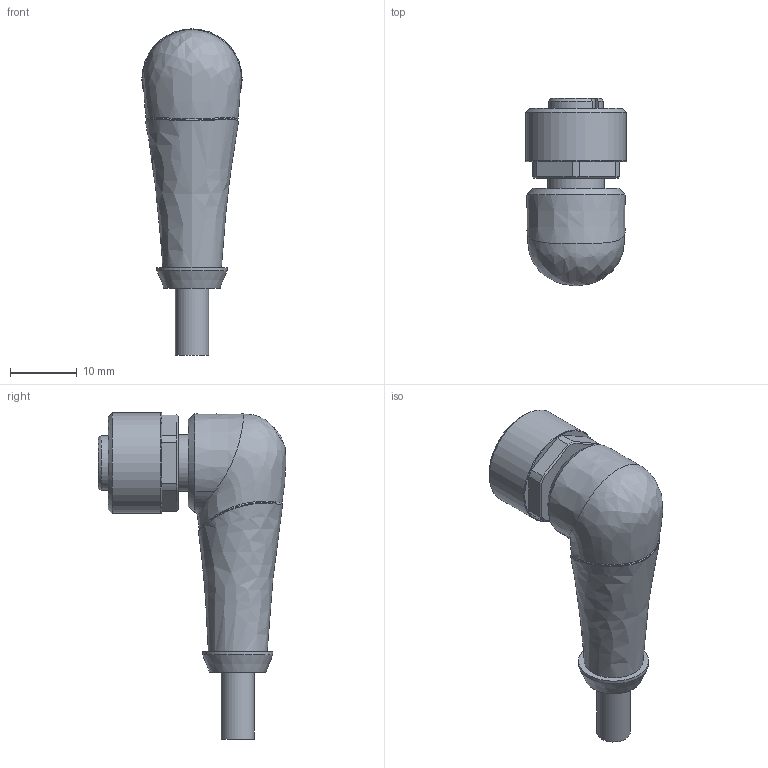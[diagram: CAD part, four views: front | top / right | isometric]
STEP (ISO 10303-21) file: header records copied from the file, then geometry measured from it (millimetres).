
FILE_DESCRIPTION(/* description */ (''),/* implementation_level */ '2;1');
FILE_NAME(/* name */ 'M12 female A-cod 1-5 pin angled.stp',/* time_stamp */ '2020-04-07T11:56:19+02:00',/* author */ ('dettke'),/* organization */ (''),/* preprocessor_version */ 'ST-DEVELOPER v17',/* originating_system */ 'Autodesk Inventor 2018',/* authorisation */ '');
FILE_SCHEMA (('AUTOMOTIVE_DESIGN { 1 0 10303 214 3 1 1 }'));
Length unit declared in the file: millimetre
Products named in the file (1): Bauteil4
Bounding box: 15 x 28.11 x 48.8 mm (x, y, z)
Volume: 6172.3 mm3; surface area: 3190.3 mm2
Topology: 1 solids, 1 shells, 74 faces, 180 edges, 120 vertices
Faces by surface type: plane 29, cylinder 18, bspline 15, cone 11, torus 1
Full cylindrical faces by diameter (mm): 1.2 x5, 5 x1, 8.2 x1, 8.5 x1, 10.5 x1, 11 x1, 15 x1
Entity records: 5020 total; most frequent: CARTESIAN_POINT 3297, ORIENTED_EDGE 360, DIRECTION 337, EDGE_CURVE 180, AXIS2_PLACEMENT_3D 140, VERTEX_POINT 120, EDGE_LOOP 86, CIRCLE 78
